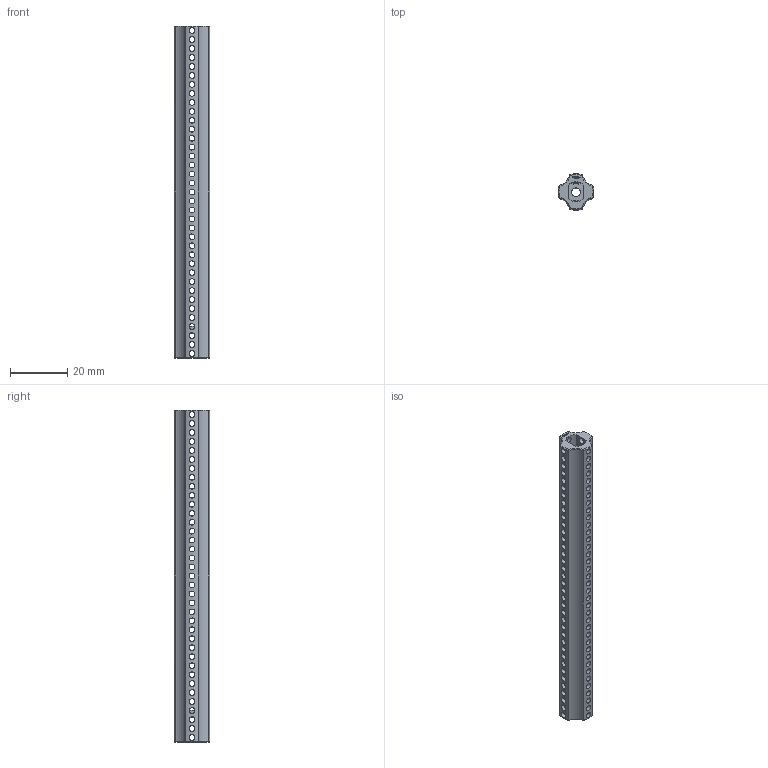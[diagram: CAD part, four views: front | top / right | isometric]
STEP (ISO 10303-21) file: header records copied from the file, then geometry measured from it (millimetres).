
FILE_DESCRIPTION(('FreeCAD Model'),'2;1');
FILE_NAME('Open CASCADE Shape Model','2024-06-16T01:05:43',(''),(''), 'Open CASCADE STEP processor 7.6','FreeCAD','Unknown');
FILE_SCHEMA(('AUTOMOTIVE_DESIGN { 1 0 10303 214 1 1 1 1 }'));
Length unit declared in the file: millimetre
Products named in the file (1): Power-Transmission Hub PLN IDX FXD TTMotor BU09.25 - SPN-PTH-0236 
(stemfie.org)
Bounding box: 12.5 x 12.5 x 115.62 mm (x, y, z)
Volume: 7039.9 mm3; surface area: 9222.6 mm2
Topology: 1 solids, 1 shells, 685 faces, 2045 edges, 1382 vertices
Faces by surface type: plane 318, extrusion 176, cylinder 169, cone 22
Full cylindrical faces by diameter (mm): 2 x148, 3 x1
Entity records: 35598 total; most frequent: CARTESIAN_POINT 17693, ORIENTED_EDGE 4090, DIRECTION 2719, EDGE_CURVE 2045, VERTEX_POINT 1382, VECTOR 1373, LINE 1197, FACE_BOUND 1003
